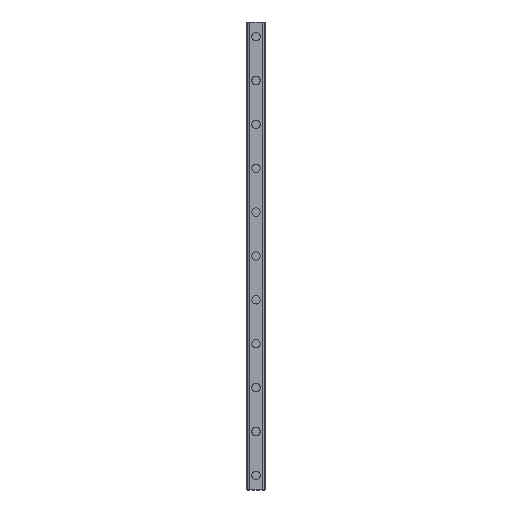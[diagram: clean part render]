
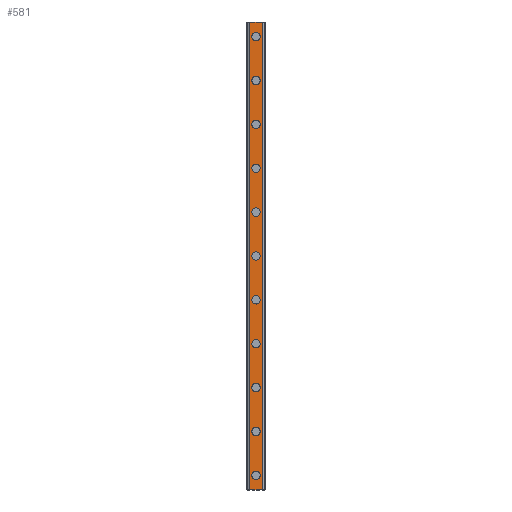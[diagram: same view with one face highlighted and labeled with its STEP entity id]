
A CAD part, top view. The second image highlights one B-rep face of the part: STEP entity #581.
In plain terms, the highlighted planar face has unit normal (0, 0, 1).
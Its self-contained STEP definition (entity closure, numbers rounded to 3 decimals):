
#581=ADVANCED_FACE('',(#1197,#1198,#1199,#1200,#1201,#1202,#1203,#1204,#1205,#1206,#1207,#1208),#1209,.T.);
#1197=FACE_BOUND('',#1830,.T.);
#1198=FACE_BOUND('',#1831,.T.);
#1199=FACE_BOUND('',#1832,.T.);
#1200=FACE_BOUND('',#1833,.T.);
#1201=FACE_BOUND('',#1834,.T.);
#1202=FACE_BOUND('',#1835,.T.);
#1203=FACE_BOUND('',#1836,.T.);
#1204=FACE_BOUND('',#1837,.T.);
#1205=FACE_BOUND('',#1838,.T.);
#1206=FACE_BOUND('',#1839,.T.);
#1207=FACE_BOUND('',#1840,.T.);
#1208=FACE_OUTER_BOUND('',#1841,.T.);
#1209=PLANE('',#1842);
#1830=EDGE_LOOP('',(#3467,#3468));
#1831=EDGE_LOOP('',(#3469,#3470));
#1832=EDGE_LOOP('',(#3471,#3472));
#1833=EDGE_LOOP('',(#3473,#3474));
#1834=EDGE_LOOP('',(#3475,#3476));
#1835=EDGE_LOOP('',(#3477,#3478));
#1836=EDGE_LOOP('',(#3479,#3480));
#1837=EDGE_LOOP('',(#3481,#3482));
#1838=EDGE_LOOP('',(#3483,#3484));
#1839=EDGE_LOOP('',(#3485,#3486));
#1840=EDGE_LOOP('',(#3487,#3488));
#1841=EDGE_LOOP('',(#3489,#3490,#3491,#3492));
#1842=AXIS2_PLACEMENT_3D('',#3493,#3494,#3495);
#3467=ORIENTED_EDGE('',*,*,#3724,.T.);
#3468=ORIENTED_EDGE('',*,*,#4155,.T.);
#3469=ORIENTED_EDGE('',*,*,#3714,.T.);
#3470=ORIENTED_EDGE('',*,*,#4161,.T.);
#3471=ORIENTED_EDGE('',*,*,#3704,.T.);
#3472=ORIENTED_EDGE('',*,*,#4167,.T.);
#3473=ORIENTED_EDGE('',*,*,#3694,.T.);
#3474=ORIENTED_EDGE('',*,*,#4173,.T.);
#3475=ORIENTED_EDGE('',*,*,#3684,.T.);
#3476=ORIENTED_EDGE('',*,*,#4179,.T.);
#3477=ORIENTED_EDGE('',*,*,#3674,.T.);
#3478=ORIENTED_EDGE('',*,*,#4185,.T.);
#3479=ORIENTED_EDGE('',*,*,#3664,.T.);
#3480=ORIENTED_EDGE('',*,*,#4191,.T.);
#3481=ORIENTED_EDGE('',*,*,#3654,.T.);
#3482=ORIENTED_EDGE('',*,*,#4197,.T.);
#3483=ORIENTED_EDGE('',*,*,#3644,.T.);
#3484=ORIENTED_EDGE('',*,*,#4203,.T.);
#3485=ORIENTED_EDGE('',*,*,#3634,.T.);
#3486=ORIENTED_EDGE('',*,*,#4209,.T.);
#3487=ORIENTED_EDGE('',*,*,#3624,.T.);
#3488=ORIENTED_EDGE('',*,*,#4215,.T.);
#3489=ORIENTED_EDGE('',*,*,#4138,.T.);
#3490=ORIENTED_EDGE('',*,*,#4254,.F.);
#3491=ORIENTED_EDGE('',*,*,#4019,.T.);
#3492=ORIENTED_EDGE('',*,*,#4252,.T.);
#3493=CARTESIAN_POINT('',(7.2,1120.0,38.));
#3494=DIRECTION('',(0.0,0.0,1.0));
#3495=DIRECTION('',(-1.0,0.0,0.0));
#3624=EDGE_CURVE('',#4298,#4295,#4299,.T.);
#3634=EDGE_CURVE('',#4316,#4313,#4317,.T.);
#3644=EDGE_CURVE('',#4334,#4331,#4335,.T.);
#3654=EDGE_CURVE('',#4352,#4349,#4353,.T.);
#3664=EDGE_CURVE('',#4370,#4367,#4371,.T.);
#3674=EDGE_CURVE('',#4388,#4385,#4389,.T.);
#3684=EDGE_CURVE('',#4406,#4403,#4407,.T.);
#3694=EDGE_CURVE('',#4424,#4421,#4425,.T.);
#3704=EDGE_CURVE('',#4442,#4439,#4443,.T.);
#3714=EDGE_CURVE('',#4460,#4457,#4461,.T.);
#3724=EDGE_CURVE('',#4478,#4475,#4479,.T.);
#4019=EDGE_CURVE('',#4912,#4910,#4913,.T.);
#4138=EDGE_CURVE('',#5105,#5103,#5106,.T.);
#4155=EDGE_CURVE('',#4475,#4478,#5137,.T.);
#4161=EDGE_CURVE('',#4457,#4460,#5143,.T.);
#4167=EDGE_CURVE('',#4439,#4442,#5149,.T.);
#4173=EDGE_CURVE('',#4421,#4424,#5155,.T.);
#4179=EDGE_CURVE('',#4403,#4406,#5161,.T.);
#4185=EDGE_CURVE('',#4385,#4388,#5167,.T.);
#4191=EDGE_CURVE('',#4367,#4370,#5173,.T.);
#4197=EDGE_CURVE('',#4349,#4352,#5179,.T.);
#4203=EDGE_CURVE('',#4331,#4334,#5185,.T.);
#4209=EDGE_CURVE('',#4313,#4316,#5191,.T.);
#4215=EDGE_CURVE('',#4295,#4298,#5197,.T.);
#4252=EDGE_CURVE('',#4910,#5105,#5234,.T.);
#4254=EDGE_CURVE('',#4912,#5103,#5236,.T.);
#4295=VERTEX_POINT('',#5279);
#4298=VERTEX_POINT('',#5283);
#4299=CIRCLE('',#5284,10.0);
#4313=VERTEX_POINT('',#5301);
#4316=VERTEX_POINT('',#5305);
#4317=CIRCLE('',#5306,10.0);
#4331=VERTEX_POINT('',#5323);
#4334=VERTEX_POINT('',#5327);
#4335=CIRCLE('',#5328,10.0);
#4349=VERTEX_POINT('',#5345);
#4352=VERTEX_POINT('',#5349);
#4353=CIRCLE('',#5350,10.0);
#4367=VERTEX_POINT('',#5367);
#4370=VERTEX_POINT('',#5371);
#4371=CIRCLE('',#5372,10.0);
#4385=VERTEX_POINT('',#5389);
#4388=VERTEX_POINT('',#5393);
#4389=CIRCLE('',#5394,10.0);
#4403=VERTEX_POINT('',#5411);
#4406=VERTEX_POINT('',#5415);
#4407=CIRCLE('',#5416,10.0);
#4421=VERTEX_POINT('',#5433);
#4424=VERTEX_POINT('',#5437);
#4425=CIRCLE('',#5438,10.0);
#4439=VERTEX_POINT('',#5455);
#4442=VERTEX_POINT('',#5459);
#4443=CIRCLE('',#5460,10.0);
#4457=VERTEX_POINT('',#5477);
#4460=VERTEX_POINT('',#5481);
#4461=CIRCLE('',#5482,10.0);
#4475=VERTEX_POINT('',#5499);
#4478=VERTEX_POINT('',#5503);
#4479=CIRCLE('',#5504,10.0);
#4910=VERTEX_POINT('',#6085);
#4912=VERTEX_POINT('',#6088);
#4913=LINE('',#6089,#6090);
#5103=VERTEX_POINT('',#6369);
#5105=VERTEX_POINT('',#6372);
#5106=LINE('',#6373,#6374);
#5137=CIRCLE('',#6418,10.0);
#5143=CIRCLE('',#6424,10.0);
#5149=CIRCLE('',#6430,10.0);
#5155=CIRCLE('',#6436,10.0);
#5161=CIRCLE('',#6442,10.0);
#5167=CIRCLE('',#6448,10.0);
#5173=CIRCLE('',#6454,10.0);
#5179=CIRCLE('',#6460,10.0);
#5185=CIRCLE('',#6466,10.0);
#5191=CIRCLE('',#6472,10.0);
#5197=CIRCLE('',#6478,10.0);
#5234=LINE('',#6531,#6532);
#5236=LINE('',#6534,#6535);
#5279=CARTESIAN_POINT('',(10.0,35.0,38.));
#5283=CARTESIAN_POINT('',(-10.0,35.0,38.));
#5284=AXIS2_PLACEMENT_3D('',#6589,#6590,#6591);
#5301=CARTESIAN_POINT('',(10.0,140.0,38.));
#5305=CARTESIAN_POINT('',(-10.0,140.0,38.));
#5306=AXIS2_PLACEMENT_3D('',#6605,#6606,#6607);
#5323=CARTESIAN_POINT('',(10.0,245.0,38.));
#5327=CARTESIAN_POINT('',(-10.0,245.0,38.));
#5328=AXIS2_PLACEMENT_3D('',#6621,#6622,#6623);
#5345=CARTESIAN_POINT('',(10.0,350.0,38.));
#5349=CARTESIAN_POINT('',(-10.0,350.0,38.));
#5350=AXIS2_PLACEMENT_3D('',#6637,#6638,#6639);
#5367=CARTESIAN_POINT('',(10.0,455.0,38.));
#5371=CARTESIAN_POINT('',(-10.0,455.0,38.));
#5372=AXIS2_PLACEMENT_3D('',#6653,#6654,#6655);
#5389=CARTESIAN_POINT('',(10.0,560.0,38.));
#5393=CARTESIAN_POINT('',(-10.0,560.0,38.));
#5394=AXIS2_PLACEMENT_3D('',#6669,#6670,#6671);
#5411=CARTESIAN_POINT('',(10.0,665.0,38.));
#5415=CARTESIAN_POINT('',(-10.0,665.0,38.));
#5416=AXIS2_PLACEMENT_3D('',#6685,#6686,#6687);
#5433=CARTESIAN_POINT('',(10.0,770.0,38.));
#5437=CARTESIAN_POINT('',(-10.0,770.0,38.));
#5438=AXIS2_PLACEMENT_3D('',#6701,#6702,#6703);
#5455=CARTESIAN_POINT('',(10.0,875.0,38.));
#5459=CARTESIAN_POINT('',(-10.0,875.0,38.));
#5460=AXIS2_PLACEMENT_3D('',#6717,#6718,#6719);
#5477=CARTESIAN_POINT('',(10.0,980.0,38.));
#5481=CARTESIAN_POINT('',(-10.0,980.0,38.));
#5482=AXIS2_PLACEMENT_3D('',#6733,#6734,#6735);
#5499=CARTESIAN_POINT('',(10.0,1085.0,38.));
#5503=CARTESIAN_POINT('',(-10.0,1085.0,38.));
#5504=AXIS2_PLACEMENT_3D('',#6749,#6750,#6751);
#6085=CARTESIAN_POINT('',(-14.4,1120.0,38.));
#6088=CARTESIAN_POINT('',(14.4,1120.0,38.));
#6089=CARTESIAN_POINT('',(14.4,1120.0,38.));
#6090=VECTOR('',#7077,1.0);
#6369=CARTESIAN_POINT('',(14.4,0.0,38.));
#6372=CARTESIAN_POINT('',(-14.4,0.0,38.));
#6373=CARTESIAN_POINT('',(0.0,0.0,38.));
#6374=VECTOR('',#7180,1.0);
#6418=AXIS2_PLACEMENT_3D('',#7200,#7201,#7202);
#6424=AXIS2_PLACEMENT_3D('',#7209,#7210,#7211);
#6430=AXIS2_PLACEMENT_3D('',#7218,#7219,#7220);
#6436=AXIS2_PLACEMENT_3D('',#7227,#7228,#7229);
#6442=AXIS2_PLACEMENT_3D('',#7236,#7237,#7238);
#6448=AXIS2_PLACEMENT_3D('',#7245,#7246,#7247);
#6454=AXIS2_PLACEMENT_3D('',#7254,#7255,#7256);
#6460=AXIS2_PLACEMENT_3D('',#7263,#7264,#7265);
#6466=AXIS2_PLACEMENT_3D('',#7272,#7273,#7274);
#6472=AXIS2_PLACEMENT_3D('',#7281,#7282,#7283);
#6478=AXIS2_PLACEMENT_3D('',#7290,#7291,#7292);
#6531=CARTESIAN_POINT('',(-14.4,1120.0,38.));
#6532=VECTOR('',#7315,1.0);
#6534=CARTESIAN_POINT('',(14.4,1120.0,38.));
#6535=VECTOR('',#7316,1.0);
#6589=CARTESIAN_POINT('',(0.0,35.0,38.));
#6590=DIRECTION('',(0.0,0.0,-1.0));
#6591=DIRECTION('',(1.0,0.0,0.0));
#6605=CARTESIAN_POINT('',(0.0,140.0,38.));
#6606=DIRECTION('',(0.0,0.0,-1.0));
#6607=DIRECTION('',(1.0,0.0,0.0));
#6621=CARTESIAN_POINT('',(0.0,245.0,38.));
#6622=DIRECTION('',(0.0,0.0,-1.0));
#6623=DIRECTION('',(1.0,0.0,0.0));
#6637=CARTESIAN_POINT('',(0.0,350.0,38.));
#6638=DIRECTION('',(0.0,0.0,-1.0));
#6639=DIRECTION('',(1.0,0.0,0.0));
#6653=CARTESIAN_POINT('',(0.0,455.0,38.));
#6654=DIRECTION('',(0.0,0.0,-1.0));
#6655=DIRECTION('',(1.0,0.0,0.0));
#6669=CARTESIAN_POINT('',(0.0,560.0,38.));
#6670=DIRECTION('',(0.0,0.0,-1.0));
#6671=DIRECTION('',(1.0,0.0,0.0));
#6685=CARTESIAN_POINT('',(0.0,665.0,38.));
#6686=DIRECTION('',(0.0,0.0,-1.0));
#6687=DIRECTION('',(1.0,0.0,0.0));
#6701=CARTESIAN_POINT('',(0.0,770.0,38.));
#6702=DIRECTION('',(0.0,0.0,-1.0));
#6703=DIRECTION('',(1.0,0.0,0.0));
#6717=CARTESIAN_POINT('',(0.0,875.0,38.));
#6718=DIRECTION('',(0.0,0.0,-1.0));
#6719=DIRECTION('',(1.0,0.0,0.0));
#6733=CARTESIAN_POINT('',(0.0,980.0,38.));
#6734=DIRECTION('',(0.0,0.0,-1.0));
#6735=DIRECTION('',(1.0,0.0,0.0));
#6749=CARTESIAN_POINT('',(0.0,1085.0,38.));
#6750=DIRECTION('',(0.0,0.0,-1.0));
#6751=DIRECTION('',(1.0,0.0,0.0));
#7077=DIRECTION('',(-1.0,0.0,0.0));
#7180=DIRECTION('',(1.0,0.0,0.0));
#7200=CARTESIAN_POINT('',(0.0,1085.0,38.));
#7201=DIRECTION('',(0.0,0.0,-1.0));
#7202=DIRECTION('',(1.0,0.0,0.0));
#7209=CARTESIAN_POINT('',(0.0,980.0,38.));
#7210=DIRECTION('',(0.0,0.0,-1.0));
#7211=DIRECTION('',(1.0,0.0,0.0));
#7218=CARTESIAN_POINT('',(0.0,875.0,38.));
#7219=DIRECTION('',(0.0,0.0,-1.0));
#7220=DIRECTION('',(1.0,0.0,0.0));
#7227=CARTESIAN_POINT('',(0.0,770.0,38.));
#7228=DIRECTION('',(0.0,0.0,-1.0));
#7229=DIRECTION('',(1.0,0.0,0.0));
#7236=CARTESIAN_POINT('',(0.0,665.0,38.));
#7237=DIRECTION('',(0.0,0.0,-1.0));
#7238=DIRECTION('',(1.0,0.0,0.0));
#7245=CARTESIAN_POINT('',(0.0,560.0,38.));
#7246=DIRECTION('',(0.0,0.0,-1.0));
#7247=DIRECTION('',(1.0,0.0,0.0));
#7254=CARTESIAN_POINT('',(0.0,455.0,38.));
#7255=DIRECTION('',(0.0,0.0,-1.0));
#7256=DIRECTION('',(1.0,0.0,0.0));
#7263=CARTESIAN_POINT('',(0.0,350.0,38.));
#7264=DIRECTION('',(0.0,0.0,-1.0));
#7265=DIRECTION('',(1.0,0.0,0.0));
#7272=CARTESIAN_POINT('',(0.0,245.0,38.));
#7273=DIRECTION('',(0.0,0.0,-1.0));
#7274=DIRECTION('',(1.0,0.0,0.0));
#7281=CARTESIAN_POINT('',(0.0,140.0,38.));
#7282=DIRECTION('',(0.0,0.0,-1.0));
#7283=DIRECTION('',(1.0,0.0,0.0));
#7290=CARTESIAN_POINT('',(0.0,35.0,38.));
#7291=DIRECTION('',(0.0,0.0,-1.0));
#7292=DIRECTION('',(1.0,0.0,0.0));
#7315=DIRECTION('',(0.0,-1.0,0.0));
#7316=DIRECTION('',(0.0,-1.0,0.0));
